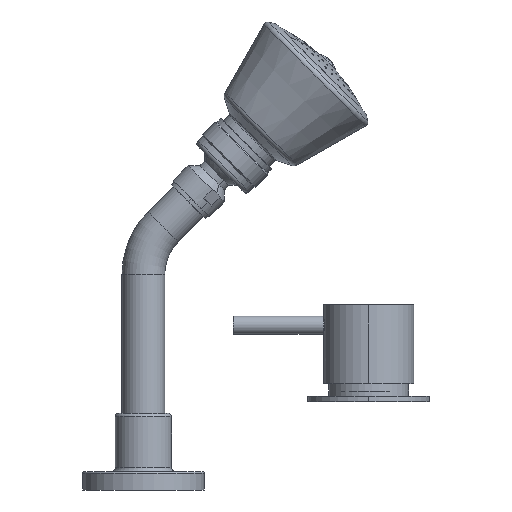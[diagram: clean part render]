
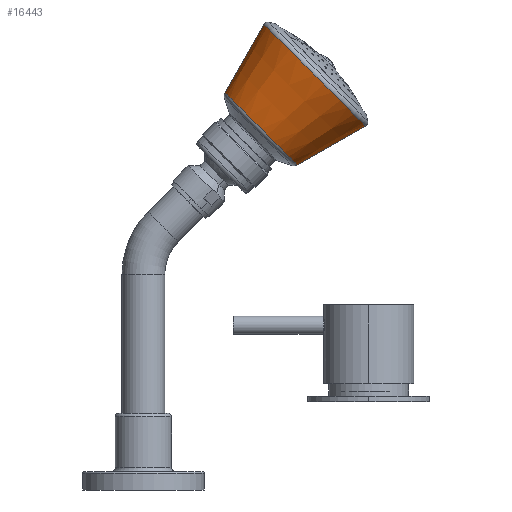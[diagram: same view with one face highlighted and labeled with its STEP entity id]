
A CAD part, left-side view. The second image highlights one B-rep face of the part: STEP entity #16443.
In plain terms, the highlighted conical face has half-angle 15.318 degrees and reference radius 22.705 mm.
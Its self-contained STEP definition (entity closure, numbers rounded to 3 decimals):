
#120 = LINE ( 'NONE', #6647, #18288 ) ;
#409 = ORIENTED_EDGE ( 'NONE', *, *, #4586, .F. ) ;
#432 = CARTESIAN_POINT ( 'NONE',  ( 0., -36.25, 176.36 ) ) ;
#1673 = EDGE_CURVE ( 'NONE', #7185, #13196, #13381, .T. ) ;
#1941 = EDGE_LOOP ( 'NONE', ( #409, #20578, #4728, #4237 ) ) ;
#3869 = VERTEX_POINT ( 'NONE', #7334 ) ;
#4237 = ORIENTED_EDGE ( 'NONE', *, *, #8909, .F. ) ;
#4251 = CIRCLE ( 'NONE', #15005, 31.929 ) ;
#4447 = AXIS2_PLACEMENT_3D ( 'NONE', #11245, #13142, #13036 ) ;
#4586 = EDGE_CURVE ( 'NONE', #7185, #3869, #14896, .T. ) ;
#4728 = ORIENTED_EDGE ( 'NONE', *, *, #18904, .T. ) ;
#5670 = DIRECTION ( 'NONE',  ( 0., -0.707, 0.707 ) ) ;
#6377 = FACE_OUTER_BOUND ( 'NONE', #1941, .T. ) ;
#6647 = CARTESIAN_POINT ( 'NONE',  ( 0., -68.36, 144.25 ) ) ;
#7185 = VERTEX_POINT ( 'NONE', #16433 ) ;
#7334 = CARTESIAN_POINT ( 'NONE',  ( 0., -53.54, 206.694 ) ) ;
#7953 = CARTESIAN_POINT ( 'NONE',  ( 0., -52.305, 160.305 ) ) ;
#8909 = EDGE_CURVE ( 'NONE', #3869, #12654, #4251, .T. ) ;
#9472 = CARTESIAN_POINT ( 'NONE',  ( 0., -98.694, 161.54 ) ) ;
#10821 = CARTESIAN_POINT ( 'NONE',  ( 0., -68.36, 144.25 ) ) ;
#11245 = CARTESIAN_POINT ( 'NONE',  ( 0., -52.305, 160.305 ) ) ;
#12654 = VERTEX_POINT ( 'NONE', #9472 ) ;
#12784 = DIRECTION ( 'NONE',  ( 0., -0.869, 0.495 ) ) ;
#13036 = DIRECTION ( 'NONE',  ( 0., -0.707, -0.707 ) ) ;
#13142 = DIRECTION ( 'NONE',  ( 0., -0.707, 0.707 ) ) ;
#13196 = VERTEX_POINT ( 'NONE', #10821 ) ;
#13381 = CIRCLE ( 'NONE', #14715, 22.705 ) ;
#13547 = CONICAL_SURFACE ( 'NONE', #4447, 22.705, 0.267 ) ;
#14435 = DIRECTION ( 'NONE',  ( 0., -0.707, 0.707 ) ) ;
#14715 = AXIS2_PLACEMENT_3D ( 'NONE', #7953, #14435, #18855 ) ;
#14896 = LINE ( 'NONE', #432, #18029 ) ;
#15005 = AXIS2_PLACEMENT_3D ( 'NONE', #18642, #5670, #18436 ) ;
#16178 = DIRECTION ( 'NONE',  ( 0., -0.495, 0.869 ) ) ;
#16433 = CARTESIAN_POINT ( 'NONE',  ( 0., -36.25, 176.36 ) ) ;
#16443 = ADVANCED_FACE ( 'NONE', ( #6377 ), #13547, .T. ) ;
#18029 = VECTOR ( 'NONE', #16178, 1000. ) ;
#18288 = VECTOR ( 'NONE', #12784, 1000. ) ;
#18436 = DIRECTION ( 'NONE',  ( 0., -0.707, -0.707 ) ) ;
#18642 = CARTESIAN_POINT ( 'NONE',  ( 0., -76.117, 184.117 ) ) ;
#18855 = DIRECTION ( 'NONE',  ( 0., -0.707, -0.707 ) ) ;
#18904 = EDGE_CURVE ( 'NONE', #13196, #12654, #120, .T. ) ;
#20578 = ORIENTED_EDGE ( 'NONE', *, *, #1673, .T. ) ;
